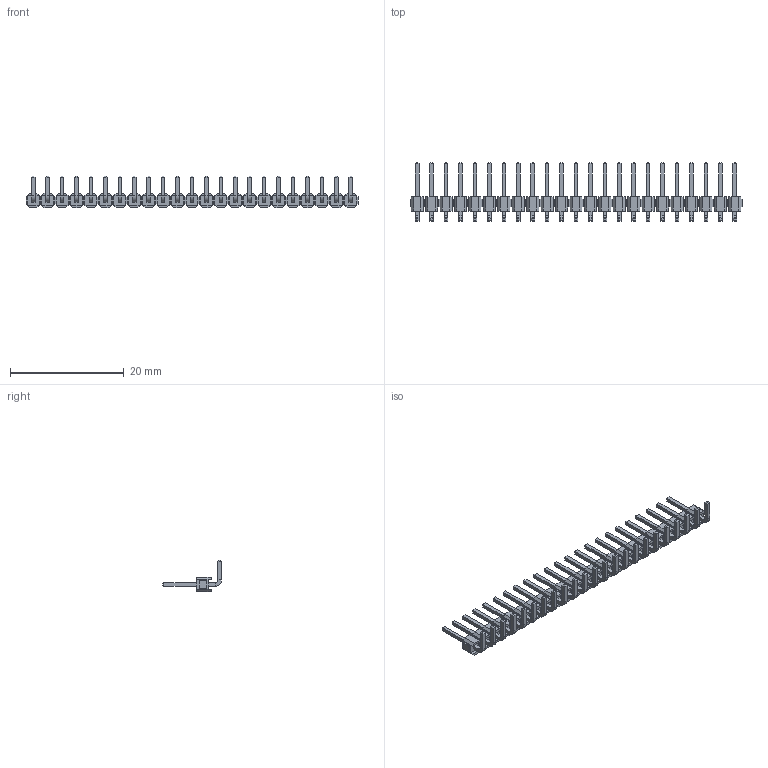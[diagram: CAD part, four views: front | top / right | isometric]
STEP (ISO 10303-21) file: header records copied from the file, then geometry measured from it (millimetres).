
FILE_DESCRIPTION (( 'STEP AP214' ), '1' );
FILE_NAME ('PLSR-23D.STEP', '2019-07-02T21:30:21', ( '' ), ( '' ), 'SwSTEP 2.0', 'SolidWorks 2018', '' );
FILE_SCHEMA (( 'AUTOMOTIVE_DESIGN' ));
Length unit declared in the file: millimetre
Products named in the file (1): PLSR-23D
Bounding box: 58.42 x 10.36 x 5.54 mm (x, y, z)
Volume: 376 mm3; surface area: 1468.2 mm2
Topology: 23 solids, 23 shells, 1150 faces, 2576 edges, 1564 vertices
Faces by surface type: plane 1104, cylinder 46
Entity records: 43614 total; most frequent: CARTESIAN_POINT 5291, ORIENTED_EDGE 5152, DIRECTION 4970, EDGE_CURVE 2576, LINE 2484, VECTOR 2484, VERTEX_POINT 1564, AXIS2_PLACEMENT_3D 1243
